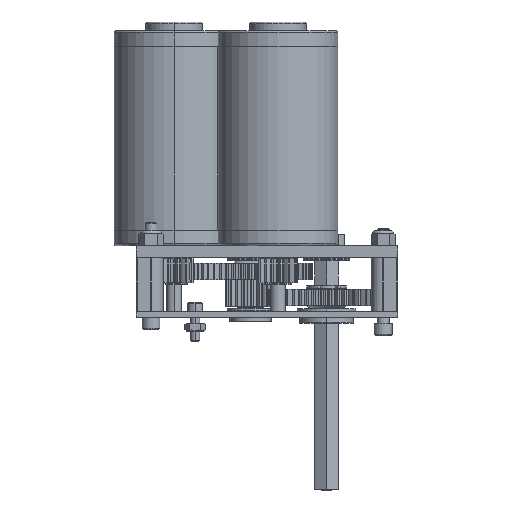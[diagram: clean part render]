
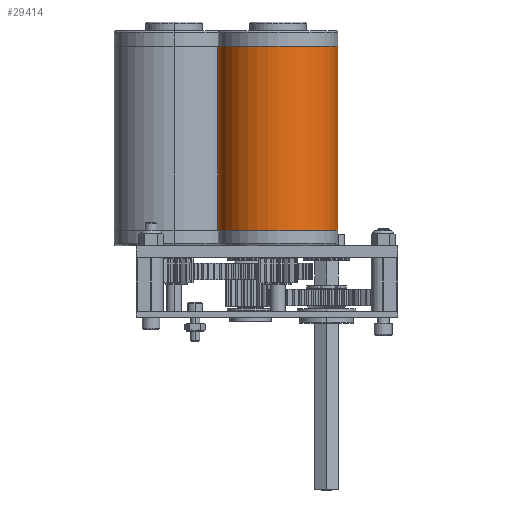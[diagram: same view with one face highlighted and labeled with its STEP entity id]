
A CAD part, left-side view. The second image highlights one B-rep face of the part: STEP entity #29414.
In plain terms, the highlighted cylindrical face has radius 32.004 mm (diameter 64.008 mm), a partial arc.
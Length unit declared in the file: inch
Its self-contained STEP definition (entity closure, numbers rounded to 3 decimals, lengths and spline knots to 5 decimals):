
#14130 = FACE_OUTER_BOUND ( 'NONE', #48916, .T. ) ;
#14131 = CYLINDRICAL_SURFACE ( 'NONE', #15449, 1.26 ) ;
#14399 = EDGE_CURVE ( 'NONE', #48477, #48480, #27385, .T. ) ;
#14404 = EDGE_CURVE ( 'NONE', #48477, #48410, #27383, .T. ) ;
#14409 = EDGE_CURVE ( 'NONE', #48480, #48313, #27381, .T. ) ;
#14411 = EDGE_CURVE ( 'NONE', #48410, #48313, #27388, .T. ) ;
#15449 = AXIS2_PLACEMENT_3D ( 'NONE', #41181, #41104, #41138 ) ;
#19209 = AXIS2_PLACEMENT_3D ( 'NONE', #43906, #44086, #43808 ) ;
#19219 = AXIS2_PLACEMENT_3D ( 'NONE', #43847, #43948, #43932 ) ;
#27380 = VECTOR ( 'NONE', #43798, 39.37008 ) ;
#27381 = LINE ( 'NONE', #43889, #27380 ) ;
#27383 = LINE ( 'NONE', #43871, #27384 ) ;
#27384 = VECTOR ( 'NONE', #43857, 39.37008 ) ;
#27385 = CIRCLE ( 'NONE', #19209, 1.26 ) ;
#27388 = CIRCLE ( 'NONE', #19219, 1.26 ) ;
#29414 = ADVANCED_FACE ( 'NONE', ( #14130 ), #14131, .T. ) ;
#41104 = DIRECTION ( 'NONE',  ( 0., 0., -1. ) ) ;
#41138 = DIRECTION ( 'NONE',  ( -1., 0., 0. ) ) ;
#41181 = CARTESIAN_POINT ( 'NONE',  ( 1.4, 4.303, 0.426 ) ) ;
#43798 = DIRECTION ( 'NONE',  ( 0., 0., -1. ) ) ;
#43808 = DIRECTION ( 'NONE',  ( -1., 0., 0. ) ) ;
#43847 = CARTESIAN_POINT ( 'NONE',  ( 1.4, 4.303, -3.438 ) ) ;
#43857 = DIRECTION ( 'NONE',  ( 0., 0., -1. ) ) ;
#43871 = CARTESIAN_POINT ( 'NONE',  ( 2.66, 4.303, 0.426 ) ) ;
#43889 = CARTESIAN_POINT ( 'NONE',  ( 0.14, 4.303, 0.426 ) ) ;
#43906 = CARTESIAN_POINT ( 'NONE',  ( 1.4, 4.303, 0.426 ) ) ;
#43932 = DIRECTION ( 'NONE',  ( -1., 0., 0. ) ) ;
#43948 = DIRECTION ( 'NONE',  ( 0., 0., -1. ) ) ;
#44086 = DIRECTION ( 'NONE',  ( 0., 0., -1. ) ) ;
#45134 = ORIENTED_EDGE ( 'NONE', *, *, #14404, .F. ) ;
#45136 = ORIENTED_EDGE ( 'NONE', *, *, #14399, .T. ) ;
#45139 = ORIENTED_EDGE ( 'NONE', *, *, #14409, .T. ) ;
#45141 = ORIENTED_EDGE ( 'NONE', *, *, #14411, .F. ) ;
#46717 = CARTESIAN_POINT ( 'NONE',  ( 0.14, 4.303, -3.438 ) ) ;
#46814 = CARTESIAN_POINT ( 'NONE',  ( 2.66, 4.303, -3.438 ) ) ;
#46881 = CARTESIAN_POINT ( 'NONE',  ( 2.66, 4.303, 0.426 ) ) ;
#46884 = CARTESIAN_POINT ( 'NONE',  ( 0.14, 4.303, 0.426 ) ) ;
#48313 = VERTEX_POINT ( 'NONE', #46717 ) ;
#48410 = VERTEX_POINT ( 'NONE', #46814 ) ;
#48477 = VERTEX_POINT ( 'NONE', #46881 ) ;
#48480 = VERTEX_POINT ( 'NONE', #46884 ) ;
#48916 = EDGE_LOOP ( 'NONE', ( #45134, #45136, #45139, #45141 ) ) ;
